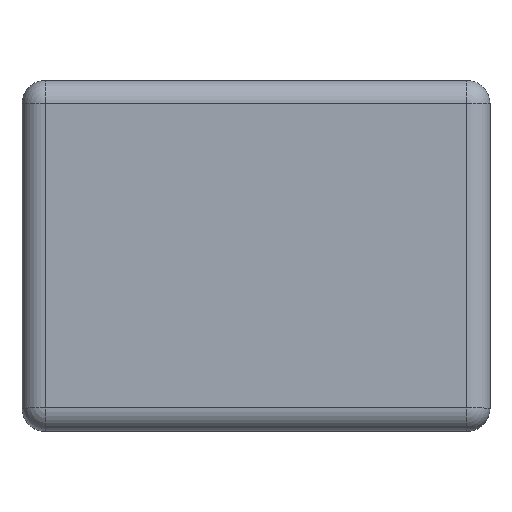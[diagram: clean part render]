
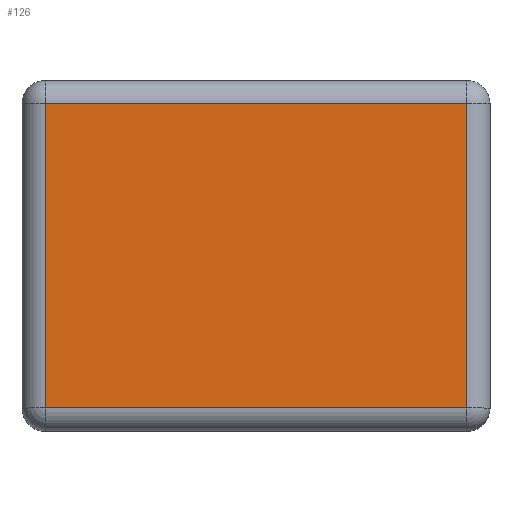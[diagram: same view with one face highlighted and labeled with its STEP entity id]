
A CAD part, top view. The second image highlights one B-rep face of the part: STEP entity #126.
In plain terms, the highlighted planar face has unit normal (0, 0, 1).
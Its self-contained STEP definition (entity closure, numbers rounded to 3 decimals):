
#126 = ADVANCED_FACE( '', ( #321 ), #322, .T. );
#321 = FACE_OUTER_BOUND( '', #594, .T. );
#322 = PLANE( '', #595 );
#594 = EDGE_LOOP( '', ( #914, #915, #916, #917 ) );
#595 = AXIS2_PLACEMENT_3D( '', #918, #919, #920 );
#914 = ORIENTED_EDGE( '', *, *, #1604, .T. );
#915 = ORIENTED_EDGE( '', *, *, #1605, .T. );
#916 = ORIENTED_EDGE( '', *, *, #1606, .T. );
#917 = ORIENTED_EDGE( '', *, *, #1607, .T. );
#918 = CARTESIAN_POINT( '', ( 0., 0., 16. ) );
#919 = DIRECTION( '', ( 0., 0., 1. ) );
#920 = DIRECTION( '', ( 1., 0., 0. ) );
#1604 = EDGE_CURVE( '', #1919, #1920, #1921, .T. );
#1605 = EDGE_CURVE( '', #1920, #1922, #1923, .T. );
#1606 = EDGE_CURVE( '', #1922, #1924, #1925, .T. );
#1607 = EDGE_CURVE( '', #1924, #1919, #1926, .T. );
#1919 = VERTEX_POINT( '', #2352 );
#1920 = VERTEX_POINT( '', #2353 );
#1921 = LINE( '', #2354, #2355 );
#1922 = VERTEX_POINT( '', #2356 );
#1923 = LINE( '', #2357, #2358 );
#1924 = VERTEX_POINT( '', #2359 );
#1925 = LINE( '', #2360, #2361 );
#1926 = LINE( '', #2362, #2363 );
#2352 = CARTESIAN_POINT( '', ( 9., -6.5, 16. ) );
#2353 = CARTESIAN_POINT( '', ( 9., 6.5, 16. ) );
#2354 = CARTESIAN_POINT( '', ( 9., 7.5, 16. ) );
#2355 = VECTOR( '', #2848, 1000. );
#2356 = CARTESIAN_POINT( '', ( -9., 6.5, 16. ) );
#2357 = CARTESIAN_POINT( '', ( -10., 6.5, 16. ) );
#2358 = VECTOR( '', #2849, 1000. );
#2359 = CARTESIAN_POINT( '', ( -9., -6.5, 16. ) );
#2360 = CARTESIAN_POINT( '', ( -9., -7.5, 16. ) );
#2361 = VECTOR( '', #2850, 1000. );
#2362 = CARTESIAN_POINT( '', ( 10., -6.5, 16. ) );
#2363 = VECTOR( '', #2851, 1000. );
#2848 = DIRECTION( '', ( 0., 1., 0. ) );
#2849 = DIRECTION( '', ( -1., 0., 0. ) );
#2850 = DIRECTION( '', ( 0., -1., 0. ) );
#2851 = DIRECTION( '', ( 1., 0., 0. ) );
